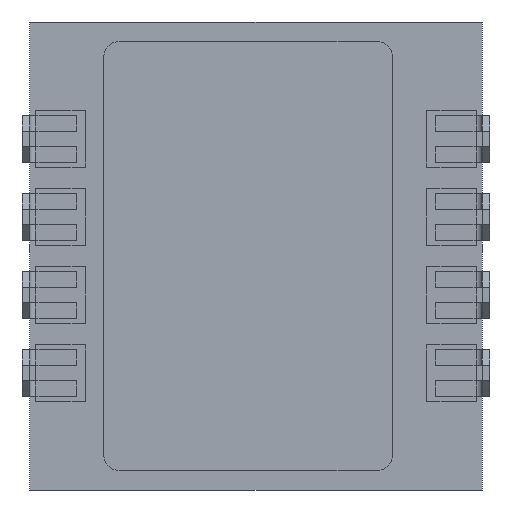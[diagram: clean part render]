
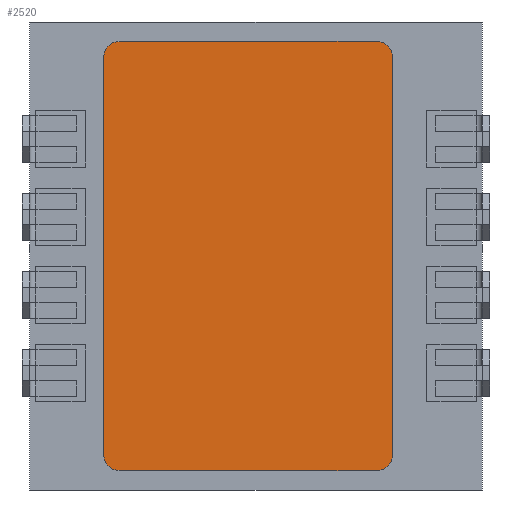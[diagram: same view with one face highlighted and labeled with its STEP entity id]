
A CAD part, front view. The second image highlights one B-rep face of the part: STEP entity #2520.
In plain terms, the highlighted planar face has unit normal (0, -1, 0).
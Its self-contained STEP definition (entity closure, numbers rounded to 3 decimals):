
#115=CIRCLE('',#2682,0.5);
#119=CIRCLE('',#2689,0.5);
#120=CIRCLE('',#2692,0.5);
#121=CIRCLE('',#2695,0.5);
#275=FACE_OUTER_BOUND('',#437,.T.);
#437=EDGE_LOOP('',(#2256,#2257,#2258,#2259,#2260,#2261,#2262,#2263));
#726=LINE('',#4041,#1026);
#732=LINE('',#4061,#1032);
#735=LINE('',#4069,#1035);
#737=LINE('',#4075,#1037);
#1026=VECTOR('',#3317,8.4);
#1032=VECTOR('',#3337,12.97);
#1035=VECTOR('',#3346,8.4);
#1037=VECTOR('',#3354,12.97);
#1248=VERTEX_POINT('',#4031);
#1249=VERTEX_POINT('',#4033);
#1251=VERTEX_POINT('',#4039);
#1257=VERTEX_POINT('',#4055);
#1258=VERTEX_POINT('',#4059);
#1259=VERTEX_POINT('',#4063);
#1260=VERTEX_POINT('',#4067);
#1261=VERTEX_POINT('',#4071);
#1574=EDGE_CURVE('',#1248,#1249,#115,.T.);
#1578=EDGE_CURVE('',#1251,#1248,#726,.T.);
#1586=EDGE_CURVE('',#1257,#1251,#119,.T.);
#1588=EDGE_CURVE('',#1258,#1257,#732,.T.);
#1590=EDGE_CURVE('',#1259,#1258,#120,.T.);
#1592=EDGE_CURVE('',#1260,#1259,#735,.T.);
#1594=EDGE_CURVE('',#1261,#1260,#121,.T.);
#1595=EDGE_CURVE('',#1249,#1261,#737,.T.);
#2256=ORIENTED_EDGE('',*,*,#1574,.F.);
#2257=ORIENTED_EDGE('',*,*,#1578,.F.);
#2258=ORIENTED_EDGE('',*,*,#1586,.F.);
#2259=ORIENTED_EDGE('',*,*,#1588,.F.);
#2260=ORIENTED_EDGE('',*,*,#1590,.F.);
#2261=ORIENTED_EDGE('',*,*,#1592,.F.);
#2262=ORIENTED_EDGE('',*,*,#1594,.F.);
#2263=ORIENTED_EDGE('',*,*,#1595,.F.);
#2383=PLANE('',#2697);
#2520=ADVANCED_FACE('',(#275),#2383,.T.);
#2682=AXIS2_PLACEMENT_3D('',#4034,#3310,#3311);
#2689=AXIS2_PLACEMENT_3D('',#4057,#3332,#3333);
#2692=AXIS2_PLACEMENT_3D('',#4065,#3341,#3342);
#2695=AXIS2_PLACEMENT_3D('',#4073,#3350,#3351);
#2697=AXIS2_PLACEMENT_3D('',#4076,#3355,#3356);
#3310=DIRECTION('center_axis',(0.,1.,0.));
#3311=DIRECTION('ref_axis',(-0.707,0.,-0.707));
#3317=DIRECTION('',(-1.,0.,0.));
#3332=DIRECTION('center_axis',(0.,1.,0.));
#3333=DIRECTION('ref_axis',(0.707,0.,-0.707));
#3337=DIRECTION('',(0.,0.,-1.));
#3341=DIRECTION('center_axis',(0.,1.,0.));
#3342=DIRECTION('ref_axis',(0.707,0.,0.707));
#3346=DIRECTION('',(1.,0.,0.));
#3350=DIRECTION('center_axis',(0.,1.,0.));
#3351=DIRECTION('ref_axis',(-0.707,0.,0.707));
#3354=DIRECTION('',(0.,0.,1.));
#3355=DIRECTION('center_axis',(0.,-1.,0.));
#3356=DIRECTION('ref_axis',(0.,0.,-1.));
#4031=CARTESIAN_POINT('',(-4.2,0.,-6.985));
#4033=CARTESIAN_POINT('',(-4.7,0.,-6.485));
#4034=CARTESIAN_POINT('Origin',(-4.2,0.,-6.485));
#4039=CARTESIAN_POINT('',(4.2,0.,-6.985));
#4041=CARTESIAN_POINT('',(4.7,0.,-6.985));
#4055=CARTESIAN_POINT('',(4.7,0.,-6.485));
#4057=CARTESIAN_POINT('Origin',(4.2,0.,-6.485));
#4059=CARTESIAN_POINT('',(4.7,0.,6.485));
#4061=CARTESIAN_POINT('',(4.7,0.,6.985));
#4063=CARTESIAN_POINT('',(4.2,0.,6.985));
#4065=CARTESIAN_POINT('Origin',(4.2,0.,6.485));
#4067=CARTESIAN_POINT('',(-4.2,0.,6.985));
#4069=CARTESIAN_POINT('',(-4.7,0.,6.985));
#4071=CARTESIAN_POINT('',(-4.7,0.,6.485));
#4073=CARTESIAN_POINT('Origin',(-4.2,0.,6.485));
#4075=CARTESIAN_POINT('',(-4.7,0.,-6.985));
#4076=CARTESIAN_POINT('Origin',(0.,0.,0.));
